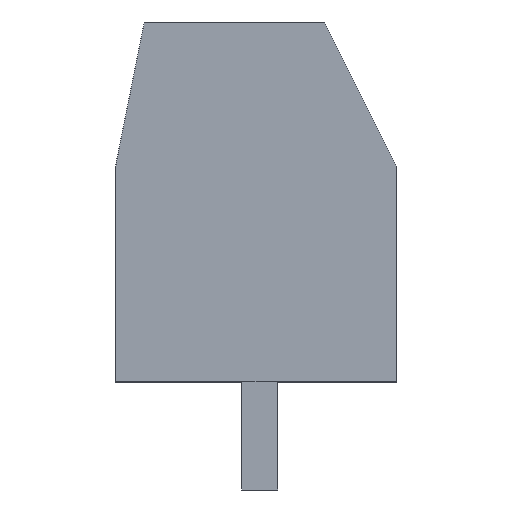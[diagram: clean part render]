
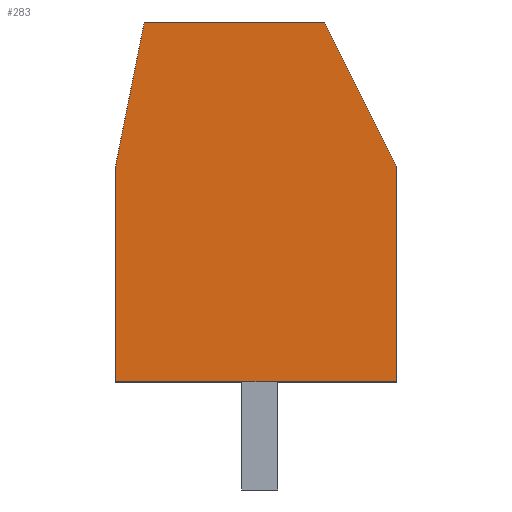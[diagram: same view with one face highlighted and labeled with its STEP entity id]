
A CAD part, front view. The second image highlights one B-rep face of the part: STEP entity #283.
In plain terms, the highlighted planar face has unit normal (0, -1, 0).
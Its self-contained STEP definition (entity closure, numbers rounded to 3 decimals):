
#187 = VERTEX_POINT('',#188);
#188 = CARTESIAN_POINT('',(-3.9,-5.,0.));
#194 = EDGE_CURVE('',#187,#195,#197,.T.);
#195 = VERTEX_POINT('',#196);
#196 = CARTESIAN_POINT('',(-3.9,-5.,6.));
#197 = LINE('',#198,#199);
#198 = CARTESIAN_POINT('',(-3.9,-5.,0.));
#199 = VECTOR('',#200,1.);
#200 = DIRECTION('',(0.,0.,1.));
#264 = EDGE_CURVE('',#195,#265,#267,.T.);
#265 = VERTEX_POINT('',#266);
#266 = CARTESIAN_POINT('',(-3.1,-5.,10.));
#267 = LINE('',#268,#269);
#268 = CARTESIAN_POINT('',(-3.9,-5.,6.));
#269 = VECTOR('',#270,1.);
#270 = DIRECTION('',(0.196,0.,0.981));
#283 = ADVANCED_FACE('',(#284),#318,.F.);
#284 = FACE_BOUND('',#285,.F.);
#285 = EDGE_LOOP('',(#286,#287,#288,#296,#304,#312));
#286 = ORIENTED_EDGE('',*,*,#194,.T.);
#287 = ORIENTED_EDGE('',*,*,#264,.T.);
#288 = ORIENTED_EDGE('',*,*,#289,.T.);
#289 = EDGE_CURVE('',#265,#290,#292,.T.);
#290 = VERTEX_POINT('',#291);
#291 = CARTESIAN_POINT('',(1.9,-5.,10.));
#292 = LINE('',#293,#294);
#293 = CARTESIAN_POINT('',(-3.1,-5.,10.));
#294 = VECTOR('',#295,1.);
#295 = DIRECTION('',(1.,0.,0.));
#296 = ORIENTED_EDGE('',*,*,#297,.T.);
#297 = EDGE_CURVE('',#290,#298,#300,.T.);
#298 = VERTEX_POINT('',#299);
#299 = CARTESIAN_POINT('',(3.9,-5.,6.));
#300 = LINE('',#301,#302);
#301 = CARTESIAN_POINT('',(1.9,-5.,10.));
#302 = VECTOR('',#303,1.);
#303 = DIRECTION('',(0.447,0.,-0.894));
#304 = ORIENTED_EDGE('',*,*,#305,.T.);
#305 = EDGE_CURVE('',#298,#306,#308,.T.);
#306 = VERTEX_POINT('',#307);
#307 = CARTESIAN_POINT('',(3.9,-5.,0.));
#308 = LINE('',#309,#310);
#309 = CARTESIAN_POINT('',(3.9,-5.,6.));
#310 = VECTOR('',#311,1.);
#311 = DIRECTION('',(0.,0.,-1.));
#312 = ORIENTED_EDGE('',*,*,#313,.T.);
#313 = EDGE_CURVE('',#306,#187,#314,.T.);
#314 = LINE('',#315,#316);
#315 = CARTESIAN_POINT('',(3.9,-5.,0.));
#316 = VECTOR('',#317,1.);
#317 = DIRECTION('',(-1.,0.,0.));
#318 = PLANE('',#319);
#319 = AXIS2_PLACEMENT_3D('',#320,#321,#322);
#320 = CARTESIAN_POINT('',(-0.129,-5.,4.63));
#321 = DIRECTION('',(0.,1.,0.));
#322 = DIRECTION('',(0.,0.,1.));
